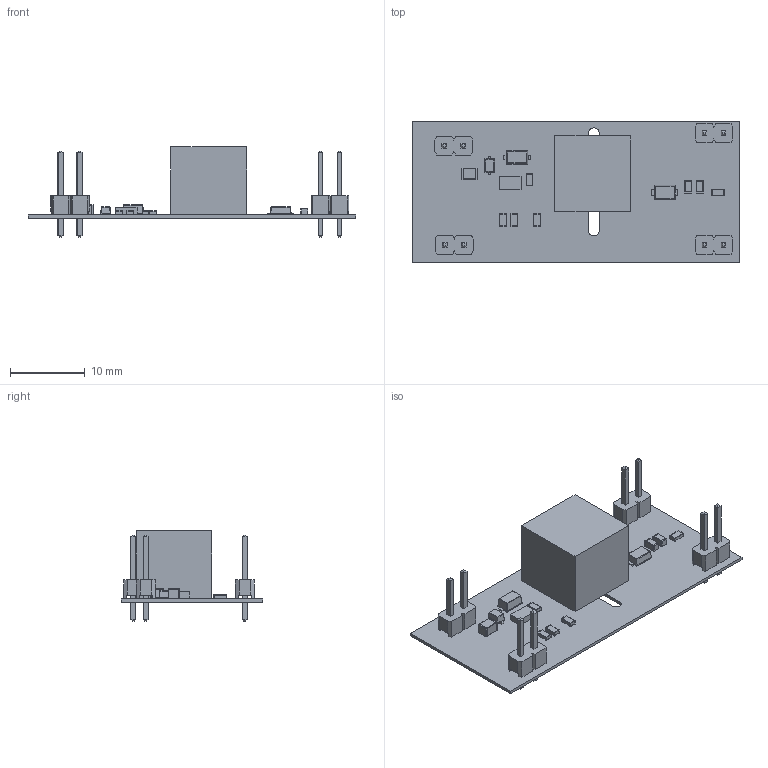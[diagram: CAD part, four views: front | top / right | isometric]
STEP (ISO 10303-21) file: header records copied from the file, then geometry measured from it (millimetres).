
FILE_DESCRIPTION(('Open CASCADE Model'),'2;1');
FILE_NAME('Open CASCADE Shape Model','2022-03-31T12:04:15',('Author'),( 'Open CASCADE'),'Open CASCADE STEP processor 6.8','Open CASCADE 6.8' ,'Unknown');
FILE_SCHEMA(('AUTOMOTIVE_DESIGN { 1 0 10303 214 1 1 1 1 }'));
Length unit declared in the file: millimetre
Products named in the file (66): PCB; Board; Open CASCADE STEP translator 6.8 4.1.1; T1; 5065953248; Extruded; JP6; 61300211121_Download_STP_61300211121_rev1; 6130xx11121_PIN; 61300211121; JP8; JP3; JP7; R1; 5065942944; Mid_Body; Terminal; Open_CASCADE_STEP_translator_6.8_15.2.1; Mark; C2; 5065942624; Open_CASCADE_STEP_translator_6.8_14.1.1; Open_CASCADE_STEP_translator_6.8_14.1.2; Open_CASCADE_STEP_translator_6.8_14.2.1; C1; U1; 5065962288; R5; 5065944304; R4; R3; 5065943024; R2; D3; 5065944064; Body; Open_CASCADE_STEP_translator_6.8_36.1.1; lead; D2; 5065943264 ...
Assembly tree (78 placements, depth 5):
  PCB
    Board
      Open CASCADE STEP translator 6.8 4.1.1
    T1
      5065953248
        Extruded
    JP6
      61300211121_Download_STP_61300211121_rev1
        6130xx11121_PIN  x2
        61300211121
    JP8
      61300211121_Download_STP_61300211121_rev1
        6130xx11121_PIN  x2
        61300211121
    JP3
      61300211121_Download_STP_61300211121_rev1
        6130xx11121_PIN  x2
        61300211121
    JP7
      61300211121_Download_STP_61300211121_rev1
        6130xx11121_PIN  x2
        61300211121
    R1
      5065942944
        Mid_Body
        Terminal  x2
          Open_CASCADE_STEP_translator_6.8_15.2.1
        Mark
    C2
      5065942624
        Terminal
          Open_CASCADE_STEP_translator_6.8_14.1.1
          Open_CASCADE_STEP_translator_6.8_14.1.2
        Mid_Body
          Open_CASCADE_STEP_translator_6.8_14.2.1
    C1
      5065942624
        Terminal
          Open_CASCADE_STEP_translator_6.8_14.1.1
          Open_CASCADE_STEP_translator_6.8_14.1.2
        Mid_Body
          Open_CASCADE_STEP_translator_6.8_14.2.1
    U1
      5065962288
        Extruded
    R5
      5065944304
        Mid_Body
        Terminal  x2
          Open_CASCADE_STEP_translator_6.8_15.2.1
        Mark
    R4
      5065944304
        Mid_Body
        Terminal  x2
          Open_CASCADE_STEP_translator_6.8_15.2.1
        Mark
    R3
      5065943024
        Mid_Body
Bounding box: 44 x 19 x 12.11 mm (x, y, z)
Volume: 1434 mm3; surface area: 2982 mm2
Topology: 53 solids, 53 shells, 730 faces, 1664 edges, 992 vertices
Faces by surface type: plane 540, cylinder 130, sphere 48, bspline 12
Full cylindrical faces by diameter (mm): 1.15 x8
Entity records: 12716 total; most frequent: CARTESIAN_POINT 2863, DIRECTION 1816, ORIENTED_EDGE 1604, EDGE_CURVE 802, AXIS2_PLACEMENT_3D 617, LINE 582, VECTOR 582, VERTEX_POINT 476
